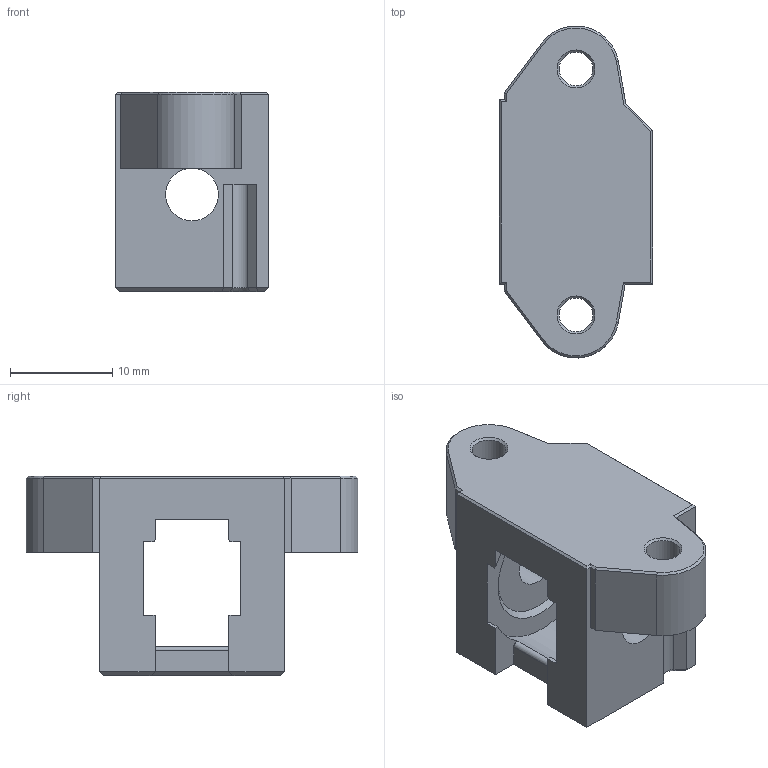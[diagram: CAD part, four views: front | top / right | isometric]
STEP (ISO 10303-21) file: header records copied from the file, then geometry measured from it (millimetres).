
FILE_DESCRIPTION(/* description */ (''),/* implementation_level */ '2;1');
FILE_NAME(/* name */ 'Front-Idlers_Inlet.stp',/* time_stamp */ '2022-03-23T01:18:49+01:00',/* author */ ('Rama'),/* organization */ (''),/* preprocessor_version */ 'ST-DEVELOPER v18.1',/* originating_system */ 'Autodesk Inventor 2022',/* authorisation */ '');
FILE_SCHEMA (('AUTOMOTIVE_DESIGN { 1 0 10303 214 3 1 1 }'));
Length unit declared in the file: millimetre
Products named in the file (1): Front-Idlers_Inlet
Bounding box: 15 x 32.38 x 19.5 mm (x, y, z)
Volume: 3372.2 mm3; surface area: 2820.9 mm2
Topology: 1 solids, 1 shells, 105 faces, 268 edges, 165 vertices
Faces by surface type: plane 80, cylinder 16, cone 9
Full cylindrical faces by diameter (mm): 3.3 x2, 4.8 x2, 5.15 x2
Entity records: 3164 total; most frequent: CARTESIAN_POINT 551, ORIENTED_EDGE 536, DIRECTION 527, EDGE_CURVE 268, LINE 209, VECTOR 209, VERTEX_POINT 165, AXIS2_PLACEMENT_3D 159
